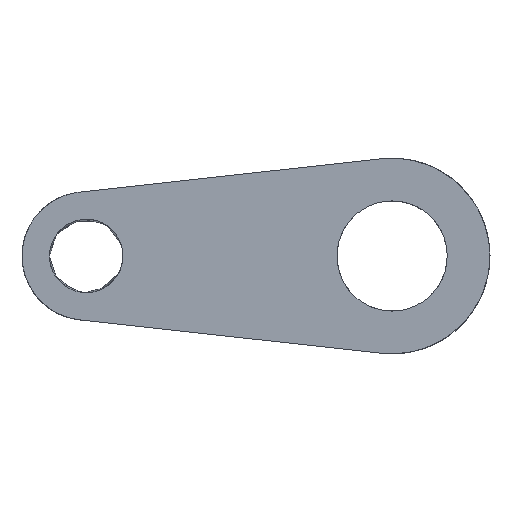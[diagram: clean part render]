
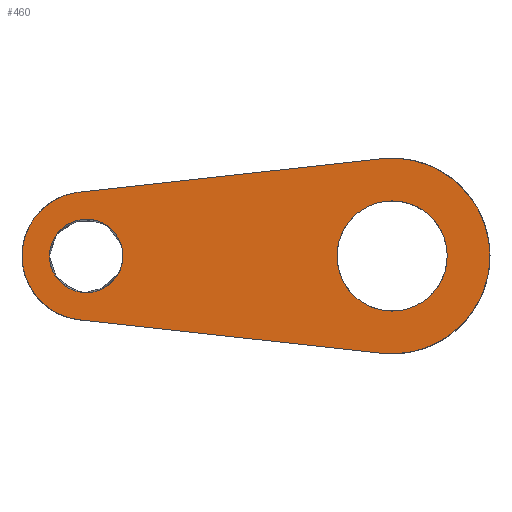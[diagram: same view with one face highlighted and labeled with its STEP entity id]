
A CAD part, front view. The second image highlights one B-rep face of the part: STEP entity #460.
In plain terms, the highlighted free-form (B-spline) face has degree [1, 1] with [2, 2] control points.
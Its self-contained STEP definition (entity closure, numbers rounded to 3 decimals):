
#460 = ADVANCED_FACE('',(#461,#509,#531),#553,.T.);
#461 = FACE_BOUND('',#462,.T.);
#462 = EDGE_LOOP('',(#463,#472,#480,#488,#495,#503));
#463 = ORIENTED_EDGE('',*,*,#464,.T.);
#464 = EDGE_CURVE('',#465,#467,#469,.T.);
#465 = VERTEX_POINT('',#466);
#466 = CARTESIAN_POINT('',(135.76,0.,-44.755));
#467 = VERTEX_POINT('',#468);
#468 = CARTESIAN_POINT('',(-3.25,0.,-29.37));
#469 = B_SPLINE_CURVE_WITH_KNOTS('',1,(#470,#471),.UNSPECIFIED.,.F.,.F.,
  (2,2),(0.,99.393),.PIECEWISE_BEZIER_KNOTS.);
#470 = CARTESIAN_POINT('',(135.76,0.,-44.755));
#471 = CARTESIAN_POINT('',(-3.25,0.,-29.37));
#472 = ORIENTED_EDGE('',*,*,#473,.T.);
#473 = EDGE_CURVE('',#467,#474,#476,.T.);
#474 = VERTEX_POINT('',#475);
#475 = CARTESIAN_POINT('',(-25.932,0.,14.167));
#476 = ( BOUNDED_CURVE() B_SPLINE_CURVE(2,(#477,#478,#479),
.UNSPECIFIED.,.F.,.F.) B_SPLINE_CURVE_WITH_KNOTS((3,3),(0.,
1.961),.PIECEWISE_BEZIER_KNOTS.) CURVE() 
GEOMETRIC_REPRESENTATION_ITEM() RATIONAL_B_SPLINE_CURVE((1.,
0.557,1.)) REPRESENTATION_ITEM('') );
#477 = CARTESIAN_POINT('',(-3.25,0.,-29.37));
#478 = CARTESIAN_POINT('',(-47.068,0.,-24.521));
#479 = CARTESIAN_POINT('',(-25.932,0.,14.167));
#480 = ORIENTED_EDGE('',*,*,#481,.T.);
#481 = EDGE_CURVE('',#474,#482,#484,.T.);
#482 = VERTEX_POINT('',#483);
#483 = CARTESIAN_POINT('',(-3.25,0.,29.37));
#484 = ( BOUNDED_CURVE() B_SPLINE_CURVE(2,(#485,#486,#487),
.UNSPECIFIED.,.F.,.F.) B_SPLINE_CURVE_WITH_KNOTS((3,3),(
0.,0.961),.PIECEWISE_BEZIER_KNOTS.) CURVE() 
GEOMETRIC_REPRESENTATION_ITEM() RATIONAL_B_SPLINE_CURVE((1.,
0.887,1.)) REPRESENTATION_ITEM('') );
#485 = CARTESIAN_POINT('',(-25.932,0.,14.167));
#486 = CARTESIAN_POINT('',(-18.552,0.,27.677));
#487 = CARTESIAN_POINT('',(-3.25,0.,29.37));
#488 = ORIENTED_EDGE('',*,*,#489,.T.);
#489 = EDGE_CURVE('',#482,#490,#492,.T.);
#490 = VERTEX_POINT('',#491);
#491 = CARTESIAN_POINT('',(135.76,0.,44.755));
#492 = B_SPLINE_CURVE_WITH_KNOTS('',1,(#493,#494),.UNSPECIFIED.,.F.,.F.,
  (2,2),(0.,99.393),.PIECEWISE_BEZIER_KNOTS.);
#493 = CARTESIAN_POINT('',(-3.25,0.,29.37));
#494 = CARTESIAN_POINT('',(135.76,0.,44.755));
#495 = ORIENTED_EDGE('',*,*,#496,.T.);
#496 = EDGE_CURVE('',#490,#497,#499,.T.);
#497 = VERTEX_POINT('',#498);
#498 = CARTESIAN_POINT('',(180.229,0.,21.588));
#499 = ( BOUNDED_CURVE() B_SPLINE_CURVE(2,(#500,#501,#502),
.UNSPECIFIED.,.F.,.F.) B_SPLINE_CURVE_WITH_KNOTS((3,3),(
0.,1.181),.PIECEWISE_BEZIER_KNOTS.) CURVE() 
GEOMETRIC_REPRESENTATION_ITEM() RATIONAL_B_SPLINE_CURVE((1.,
0.831,1.)) REPRESENTATION_ITEM('') );
#500 = CARTESIAN_POINT('',(135.76,0.,44.755));
#501 = CARTESIAN_POINT('',(165.759,0.,48.075));
#502 = CARTESIAN_POINT('',(180.229,0.,21.588));
#503 = ORIENTED_EDGE('',*,*,#504,.T.);
#504 = EDGE_CURVE('',#497,#465,#505,.T.);
#505 = ( BOUNDED_CURVE() B_SPLINE_CURVE(2,(#506,#507,#508),
.UNSPECIFIED.,.F.,.F.) B_SPLINE_CURVE_WITH_KNOTS((3,3),(0.,
2.181),.PIECEWISE_BEZIER_KNOTS.) CURVE() 
GEOMETRIC_REPRESENTATION_ITEM() RATIONAL_B_SPLINE_CURVE((1.,
0.462,1.)) REPRESENTATION_ITEM('') );
#506 = CARTESIAN_POINT('',(180.229,0.,21.588));
#507 = CARTESIAN_POINT('',(221.666,0.,-54.262));
#508 = CARTESIAN_POINT('',(135.76,0.,-44.755));
#509 = FACE_BOUND('',#510,.T.);
#510 = EDGE_LOOP('',(#511,#523));
#511 = ORIENTED_EDGE('',*,*,#512,.T.);
#512 = EDGE_CURVE('',#513,#515,#517,.T.);
#513 = VERTEX_POINT('',#514);
#514 = CARTESIAN_POINT('',(118.486,0.,-12.143));
#515 = VERTEX_POINT('',#516);
#516 = CARTESIAN_POINT('',(162.941,0.,12.143));
#517 = ( BOUNDED_CURVE() B_SPLINE_CURVE(2,(#518,#519,#520,#521,#522),
.UNSPECIFIED.,.F.,.F.) B_SPLINE_CURVE_WITH_KNOTS((3,2,3),(
    0.,1.571,3.142),
.PIECEWISE_BEZIER_KNOTS.) CURVE() GEOMETRIC_REPRESENTATION_ITEM() 
RATIONAL_B_SPLINE_CURVE((1.,0.707,1.,0.707,1.)) 
REPRESENTATION_ITEM('') );
#518 = CARTESIAN_POINT('',(118.486,0.,-12.143));
#519 = CARTESIAN_POINT('',(130.629,0.,-34.371));
#520 = CARTESIAN_POINT('',(152.856,0.,-22.228));
#521 = CARTESIAN_POINT('',(175.084,0.,-10.085));
#522 = CARTESIAN_POINT('',(162.941,0.,12.143));
#523 = ORIENTED_EDGE('',*,*,#524,.T.);
#524 = EDGE_CURVE('',#515,#513,#525,.T.);
#525 = ( BOUNDED_CURVE() B_SPLINE_CURVE(2,(#526,#527,#528,#529,#530),
.UNSPECIFIED.,.F.,.F.) B_SPLINE_CURVE_WITH_KNOTS((3,2,3),(
    0.,1.571,3.142),
.PIECEWISE_BEZIER_KNOTS.) CURVE() GEOMETRIC_REPRESENTATION_ITEM() 
RATIONAL_B_SPLINE_CURVE((1.,0.707,1.,0.707,1.)) 
REPRESENTATION_ITEM('') );
#526 = CARTESIAN_POINT('',(162.941,0.,12.143));
#527 = CARTESIAN_POINT('',(150.798,0.,34.371));
#528 = CARTESIAN_POINT('',(128.57,0.,22.228));
#529 = CARTESIAN_POINT('',(106.342,0.,10.085));
#530 = CARTESIAN_POINT('',(118.486,0.,-12.143));
#531 = FACE_BOUND('',#532,.T.);
#532 = EDGE_LOOP('',(#533,#545));
#533 = ORIENTED_EDGE('',*,*,#534,.T.);
#534 = EDGE_CURVE('',#535,#537,#539,.T.);
#535 = VERTEX_POINT('',#536);
#536 = CARTESIAN_POINT('',(14.819,0.,-8.095));
#537 = VERTEX_POINT('',#538);
#538 = CARTESIAN_POINT('',(-16.886,0.,0.));
#539 = ( BOUNDED_CURVE() B_SPLINE_CURVE(2,(#540,#541,#542,#543,#544),
.UNSPECIFIED.,.F.,.F.) B_SPLINE_CURVE_WITH_KNOTS((3,2,3),(0.,
1.821,3.642),.PIECEWISE_BEZIER_KNOTS.) CURVE() 
GEOMETRIC_REPRESENTATION_ITEM() RATIONAL_B_SPLINE_CURVE((1.,
0.613,1.,0.613,1.)) REPRESENTATION_ITEM('') );
#540 = CARTESIAN_POINT('',(14.819,0.,-8.095));
#541 = CARTESIAN_POINT('',(25.241,0.,10.982));
#542 = CARTESIAN_POINT('',(4.178,0.,16.361));
#543 = CARTESIAN_POINT('',(-16.886,0.,21.739));
#544 = CARTESIAN_POINT('',(-16.886,0.,0.));
#545 = ORIENTED_EDGE('',*,*,#546,.T.);
#546 = EDGE_CURVE('',#537,#535,#547,.T.);
#547 = ( BOUNDED_CURVE() B_SPLINE_CURVE(2,(#548,#549,#550,#551,#552),
.UNSPECIFIED.,.F.,.F.) B_SPLINE_CURVE_WITH_KNOTS((3,2,3),(0.,
1.321,2.642),.PIECEWISE_BEZIER_KNOTS.) CURVE() 
GEOMETRIC_REPRESENTATION_ITEM() RATIONAL_B_SPLINE_CURVE((1.,
0.79,1.,0.79,1.)) REPRESENTATION_ITEM('') );
#548 = CARTESIAN_POINT('',(-16.886,0.,0.));
#549 = CARTESIAN_POINT('',(-16.886,0.,-13.116));
#550 = CARTESIAN_POINT('',(-4.178,0.,-16.361));
#551 = CARTESIAN_POINT('',(8.53,0.,-19.606));
#552 = CARTESIAN_POINT('',(14.819,0.,-8.095));
#553 = B_SPLINE_SURFACE_WITH_KNOTS('',1,1,(
    (#554,#555)
    ,(#556,#557
    )),.UNSPECIFIED.,.F.,.F.,.F.,(2,2),(2,2),(-32.,32.),(-21.,132.),
  .PIECEWISE_BEZIER_KNOTS.);
#554 = CARTESIAN_POINT('',(-29.55,0.,-45.028));
#555 = CARTESIAN_POINT('',(185.742,0.,-45.028));
#556 = CARTESIAN_POINT('',(-29.55,0.,45.028));
#557 = CARTESIAN_POINT('',(185.742,0.,45.028));
